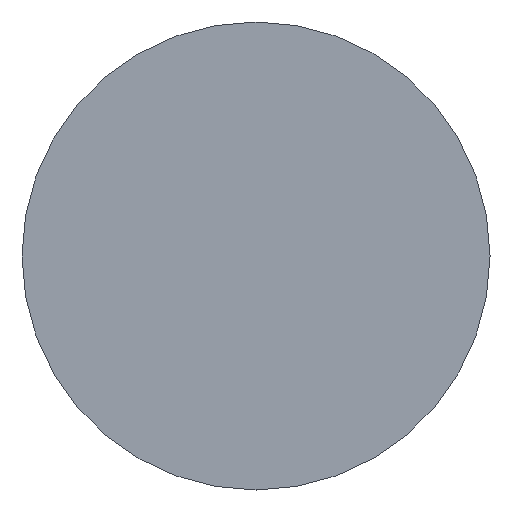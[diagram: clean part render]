
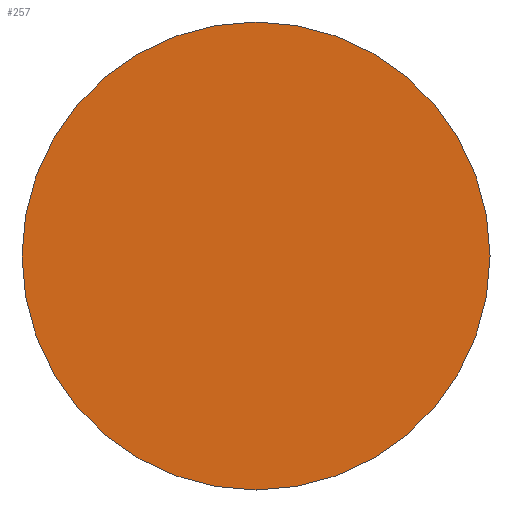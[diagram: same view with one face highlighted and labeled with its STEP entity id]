
A CAD part, front view. The second image highlights one B-rep face of the part: STEP entity #257.
In plain terms, the highlighted planar face has unit normal (0, -1, 0).
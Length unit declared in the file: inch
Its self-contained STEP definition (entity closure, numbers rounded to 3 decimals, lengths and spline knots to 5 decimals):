
#23 = DIRECTION ( 'NONE',  ( 0., -1., 0. ) ) ;
#31 = AXIS2_PLACEMENT_3D ( 'NONE', #198, #23, #122 ) ;
#66 = CARTESIAN_POINT ( 'NONE',  ( 0., 0., -0.3125 ) ) ;
#73 = AXIS2_PLACEMENT_3D ( 'NONE', #85, #249, #229 ) ;
#85 = CARTESIAN_POINT ( 'NONE',  ( 0., 0., 0. ) ) ;
#89 = PLANE ( 'NONE',  #157 ) ;
#114 = CIRCLE ( 'NONE', #73, 0.3125 ) ;
#122 = DIRECTION ( 'NONE',  ( 0., 0., -1. ) ) ;
#129 = FACE_OUTER_BOUND ( 'NONE', #185, .T. ) ;
#139 = CIRCLE ( 'NONE', #31, 0.3125 ) ;
#140 = CARTESIAN_POINT ( 'NONE',  ( 0., 0., 0.3125 ) ) ;
#144 = VERTEX_POINT ( 'NONE', #140 ) ;
#152 = DIRECTION ( 'NONE',  ( 0., -1., 0. ) ) ;
#157 = AXIS2_PLACEMENT_3D ( 'NONE', #199, #152, #172 ) ;
#161 = VERTEX_POINT ( 'NONE', #66 ) ;
#172 = DIRECTION ( 'NONE',  ( 0., 0., -1. ) ) ;
#185 = EDGE_LOOP ( 'NONE', ( #277, #281 ) ) ;
#198 = CARTESIAN_POINT ( 'NONE',  ( 0., 0., 0. ) ) ;
#199 = CARTESIAN_POINT ( 'NONE',  ( 0., 0., 0. ) ) ;
#224 = EDGE_CURVE ( 'NONE', #144, #161, #114, .T. ) ;
#229 = DIRECTION ( 'NONE',  ( 0., 0., -1. ) ) ;
#249 = DIRECTION ( 'NONE',  ( 0., -1., 0. ) ) ;
#257 = ADVANCED_FACE ( 'NONE', ( #129 ), #89, .T. ) ;
#272 = EDGE_CURVE ( 'NONE', #161, #144, #139, .T. ) ;
#277 = ORIENTED_EDGE ( 'NONE', *, *, #272, .T. ) ;
#281 = ORIENTED_EDGE ( 'NONE', *, *, #224, .T. ) ;
